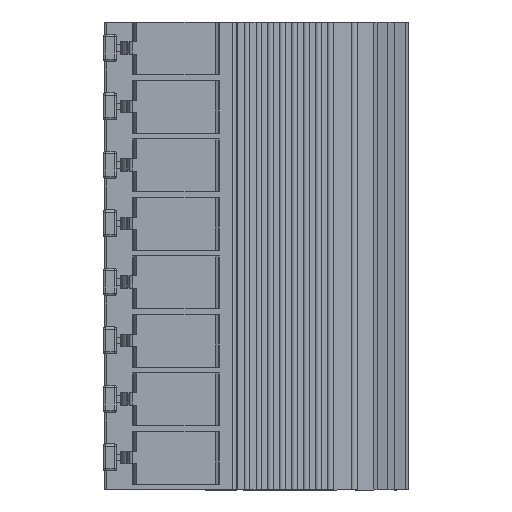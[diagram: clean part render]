
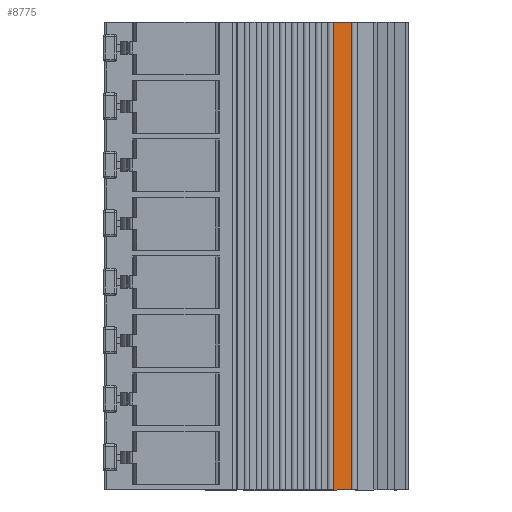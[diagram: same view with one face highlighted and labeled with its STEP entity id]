
A CAD part, front view. The second image highlights one B-rep face of the part: STEP entity #8775.
In plain terms, the highlighted planar face has unit normal (0.707, -0.707, 0).
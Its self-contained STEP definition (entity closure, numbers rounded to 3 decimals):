
#101 = VERTEX_POINT ( 'NONE', #18438 ) ;
#313 = LINE ( 'NONE', #17950, #17036 ) ;
#970 = CARTESIAN_POINT ( 'NONE',  ( 13.913, 25.896, -36.4 ) ) ;
#2452 = CARTESIAN_POINT ( 'NONE',  ( 5.441, 17.424, 0. ) ) ;
#2457 = AXIS2_PLACEMENT_3D ( 'NONE', #2452, #4927, #22317 ) ;
#2990 = CARTESIAN_POINT ( 'NONE',  ( 15.61, 27.593, -36.4 ) ) ;
#4722 = VERTEX_POINT ( 'NONE', #2990 ) ;
#4898 = DIRECTION ( 'NONE',  ( 0., 0., 1. ) ) ;
#4927 = DIRECTION ( 'NONE',  ( 0.707, -0.707, 0. ) ) ;
#5272 = ORIENTED_EDGE ( 'NONE', *, *, #25564, .T. ) ;
#6107 = VECTOR ( 'NONE', #16363, 1000. ) ;
#8775 = ADVANCED_FACE ( 'NONE', ( #23569 ), #27129, .T. ) ;
#11280 = ORIENTED_EDGE ( 'NONE', *, *, #30773, .F. ) ;
#12317 = VECTOR ( 'NONE', #22319, 1000. ) ;
#14134 = VECTOR ( 'NONE', #4898, 1000. ) ;
#14573 = ORIENTED_EDGE ( 'NONE', *, *, #19751, .T. ) ;
#14717 = CARTESIAN_POINT ( 'NONE',  ( 5.441, 17.424, -36.4 ) ) ;
#15293 = LINE ( 'NONE', #26880, #14134 ) ;
#16363 = DIRECTION ( 'NONE',  ( 0.707, 0.707, 0. ) ) ;
#17036 = VECTOR ( 'NONE', #17745, 1000. ) ;
#17745 = DIRECTION ( 'NONE',  ( 0., 0., -1. ) ) ;
#17950 = CARTESIAN_POINT ( 'NONE',  ( 13.913, 25.896, 0. ) ) ;
#18438 = CARTESIAN_POINT ( 'NONE',  ( 15.61, 27.593, 5.2 ) ) ;
#18480 = CARTESIAN_POINT ( 'NONE',  ( 13.913, 25.896, 5.2 ) ) ;
#18965 = LINE ( 'NONE', #23741, #6107 ) ;
#19751 = EDGE_CURVE ( 'NONE', #4722, #101, #15293, .T. ) ;
#21825 = ORIENTED_EDGE ( 'NONE', *, *, #26463, .T. ) ;
#22317 = DIRECTION ( 'NONE',  ( 0.707, 0.707, 0. ) ) ;
#22319 = DIRECTION ( 'NONE',  ( 0.707, 0.707, 0. ) ) ;
#22404 = LINE ( 'NONE', #14717, #12317 ) ;
#23569 = FACE_OUTER_BOUND ( 'NONE', #27574, .T. ) ;
#23741 = CARTESIAN_POINT ( 'NONE',  ( 13.913, 25.896, 5.2 ) ) ;
#24111 = VERTEX_POINT ( 'NONE', #18480 ) ;
#25564 = EDGE_CURVE ( 'NONE', #24111, #28921, #313, .T. ) ;
#26463 = EDGE_CURVE ( 'NONE', #28921, #4722, #22404, .T. ) ;
#26880 = CARTESIAN_POINT ( 'NONE',  ( 15.61, 27.593, 0. ) ) ;
#27129 = PLANE ( 'NONE',  #2457 ) ;
#27574 = EDGE_LOOP ( 'NONE', ( #14573, #11280, #5272, #21825 ) ) ;
#28921 = VERTEX_POINT ( 'NONE', #970 ) ;
#30773 = EDGE_CURVE ( 'NONE', #24111, #101, #18965, .T. ) ;
